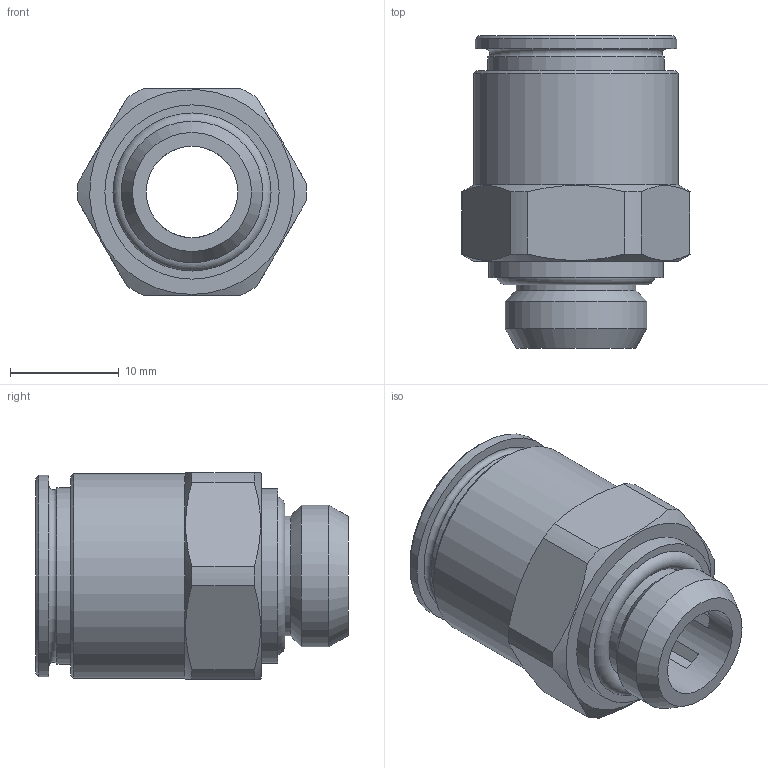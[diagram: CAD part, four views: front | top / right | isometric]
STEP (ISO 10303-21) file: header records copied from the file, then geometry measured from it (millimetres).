
FILE_DESCRIPTION(/* description */ ('STEP AP203'),/* implementation_level */ '2;1');
FILE_NAME(/* name */ 'X0020062',/* time_stamp */ '2022-07-19T14:59:12+02:00',/* author */ ('License CC BY-ND 4.0'),/* organization */ ('CADENAS'),/* preprocessor_version */ 'ST-DEVELOPER v18.102',/* originating_system */ 'PARTsolutions',/* authorisation */ ' ');
FILE_SCHEMA (('CONFIG_CONTROL_DESIGN'));
Length unit declared in the file: millimetre
Products named in the file (2): X0020062; X0020062_PART1
Assembly tree (1 placements, depth 2):
  X0020062
    X0020062_PART1
Bounding box: 20.99 x 28.7 x 19 mm (x, y, z)
Volume: 4063.9 mm3; surface area: 3167 mm2
Topology: 1 solids, 1 shells, 56 faces, 140 edges, 91 vertices
Faces by surface type: plane 31, cylinder 14, cone 8, torus 3
Full cylindrical faces by diameter (mm): 8.4 x1, 11 x1, 12.15 x1, 13 x1, 16 x1, 16.25 x1, 18.5 x1, 18.8 x1
Entity records: 1993 total; most frequent: CARTESIAN_POINT 340, DIRECTION 254, ORIENTED_EDGE 228, EDGE_CURVE 114, AXIS2_PLACEMENT_3D 106, VERTEX_POINT 84, EDGE_LOOP 82, FACE_BOUND 82
